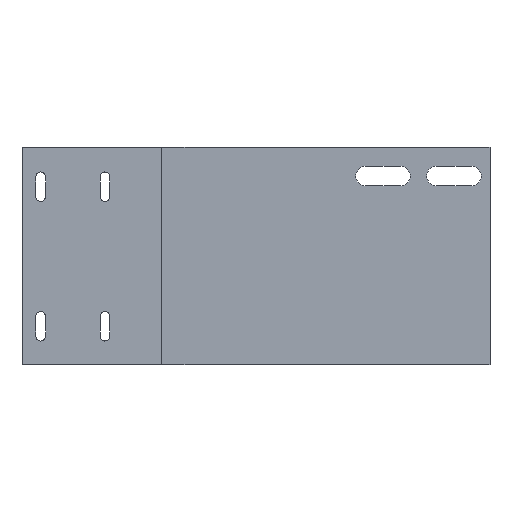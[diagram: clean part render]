
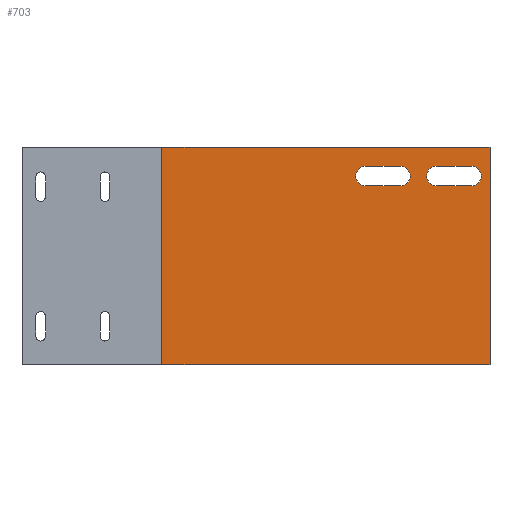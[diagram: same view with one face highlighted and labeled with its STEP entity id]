
A CAD part, left-side view. The second image highlights one B-rep face of the part: STEP entity #703.
In plain terms, the highlighted planar face has unit normal (-1, 0, 0).
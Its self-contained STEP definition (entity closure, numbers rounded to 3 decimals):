
#37=FACE_BOUND('',#126,.T.);
#38=FACE_BOUND('',#127,.T.);
#43=CIRCLE('',#743,3.5);
#44=CIRCLE('',#746,3.5);
#61=CIRCLE('',#774,3.5);
#62=CIRCLE('',#775,3.5);
#81=FACE_OUTER_BOUND('',#125,.T.);
#125=EDGE_LOOP('',(#583,#584,#585,#586,#587,#588));
#126=EDGE_LOOP('',(#589,#590,#591,#592));
#127=EDGE_LOOP('',(#593,#594,#595,#596));
#144=LINE('',#991,#220);
#148=LINE('',#999,#224);
#149=LINE('',#1001,#225);
#166=LINE('',#1043,#242);
#170=LINE('',#1053,#246);
#206=LINE('',#1155,#282);
#207=LINE('',#1157,#283);
#208=LINE('',#1158,#284);
#209=LINE('',#1160,#285);
#210=LINE('',#1163,#286);
#220=VECTOR('',#796,10.);
#224=VECTOR('',#802,10.);
#225=VECTOR('',#803,10.);
#242=VECTOR('',#834,10.);
#246=VECTOR('',#844,10.);
#282=VECTOR('',#938,10.);
#283=VECTOR('',#939,10.);
#284=VECTOR('',#940,10.);
#285=VECTOR('',#941,10.);
#286=VECTOR('',#944,10.);
#295=VERTEX_POINT('',#987);
#297=VERTEX_POINT('',#990);
#300=VERTEX_POINT('',#998);
#301=VERTEX_POINT('',#1000);
#318=VERTEX_POINT('',#1040);
#319=VERTEX_POINT('',#1042);
#320=VERTEX_POINT('',#1046);
#321=VERTEX_POINT('',#1050);
#322=VERTEX_POINT('',#1052);
#323=VERTEX_POINT('',#1056);
#359=VERTEX_POINT('',#1154);
#360=VERTEX_POINT('',#1156);
#361=VERTEX_POINT('',#1159);
#362=VERTEX_POINT('',#1162);
#364=EDGE_CURVE('',#297,#295,#144,.T.);
#368=EDGE_CURVE('',#300,#297,#148,.T.);
#369=EDGE_CURVE('',#301,#300,#149,.T.);
#390=EDGE_CURVE('',#319,#318,#166,.T.);
#393=EDGE_CURVE('',#318,#320,#43,.T.);
#395=EDGE_CURVE('',#322,#321,#170,.T.);
#398=EDGE_CURVE('',#321,#323,#44,.T.);
#448=EDGE_CURVE('',#295,#359,#206,.T.);
#449=EDGE_CURVE('',#359,#360,#207,.T.);
#450=EDGE_CURVE('',#360,#301,#208,.T.);
#451=EDGE_CURVE('',#320,#361,#209,.T.);
#452=EDGE_CURVE('',#361,#319,#61,.T.);
#453=EDGE_CURVE('',#323,#362,#210,.T.);
#454=EDGE_CURVE('',#362,#322,#62,.T.);
#583=ORIENTED_EDGE('',*,*,#364,.T.);
#584=ORIENTED_EDGE('',*,*,#448,.T.);
#585=ORIENTED_EDGE('',*,*,#449,.T.);
#586=ORIENTED_EDGE('',*,*,#450,.T.);
#587=ORIENTED_EDGE('',*,*,#369,.T.);
#588=ORIENTED_EDGE('',*,*,#368,.T.);
#589=ORIENTED_EDGE('',*,*,#390,.T.);
#590=ORIENTED_EDGE('',*,*,#393,.T.);
#591=ORIENTED_EDGE('',*,*,#451,.T.);
#592=ORIENTED_EDGE('',*,*,#452,.T.);
#593=ORIENTED_EDGE('',*,*,#395,.T.);
#594=ORIENTED_EDGE('',*,*,#398,.T.);
#595=ORIENTED_EDGE('',*,*,#453,.T.);
#596=ORIENTED_EDGE('',*,*,#454,.T.);
#675=PLANE('',#773);
#703=ADVANCED_FACE('',(#81,#37,#38),#675,.F.);
#743=AXIS2_PLACEMENT_3D('',#1048,#839,#840);
#746=AXIS2_PLACEMENT_3D('',#1058,#849,#850);
#773=AXIS2_PLACEMENT_3D('',#1153,#936,#937);
#774=AXIS2_PLACEMENT_3D('',#1161,#942,#943);
#775=AXIS2_PLACEMENT_3D('',#1164,#945,#946);
#796=DIRECTION('',(0.,0.,-1.));
#802=DIRECTION('',(0.,1.,0.));
#803=DIRECTION('',(0.,1.,0.));
#834=DIRECTION('',(0.,-1.,0.));
#839=DIRECTION('center_axis',(1.,0.,0.));
#840=DIRECTION('ref_axis',(0.,-1.,0.));
#844=DIRECTION('',(0.,-1.,0.));
#849=DIRECTION('center_axis',(1.,0.,0.));
#850=DIRECTION('ref_axis',(0.,0.,-1.));
#936=DIRECTION('center_axis',(1.,0.,0.));
#937=DIRECTION('ref_axis',(0.,1.,0.));
#938=DIRECTION('',(0.,-1.,0.));
#939=DIRECTION('',(0.,-1.,0.));
#940=DIRECTION('',(0.,0.,1.));
#941=DIRECTION('',(0.,1.,0.));
#942=DIRECTION('center_axis',(1.,0.,0.));
#943=DIRECTION('ref_axis',(0.,-1.,0.));
#944=DIRECTION('',(0.,1.,0.));
#945=DIRECTION('center_axis',(1.,0.,0.));
#946=DIRECTION('ref_axis',(0.,0.,-1.));
#987=CARTESIAN_POINT('',(87.6,167.492,-93.));
#990=CARTESIAN_POINT('',(87.6,167.492,-15.));
#991=CARTESIAN_POINT('',(87.6,167.492,-73.5));
#998=CARTESIAN_POINT('',(87.6,141.75,-15.));
#999=CARTESIAN_POINT('',(87.6,144.85,-15.));
#1000=CARTESIAN_POINT('',(87.6,50.,-15.));
#1001=CARTESIAN_POINT('',(87.6,75.,-15.));
#1040=CARTESIAN_POINT('',(87.6,56.65,-21.893));
#1042=CARTESIAN_POINT('',(87.6,69.15,-21.893));
#1043=CARTESIAN_POINT('',(87.6,82.513,-21.893));
#1046=CARTESIAN_POINT('',(87.6,56.65,-28.893));
#1048=CARTESIAN_POINT('Origin',(87.6,56.651,-25.393));
#1050=CARTESIAN_POINT('',(87.6,82.051,-21.893));
#1052=CARTESIAN_POINT('',(87.6,94.55,-21.893));
#1053=CARTESIAN_POINT('',(87.6,95.213,-21.893));
#1056=CARTESIAN_POINT('',(87.6,82.051,-28.893));
#1058=CARTESIAN_POINT('Origin',(87.6,82.051,-25.393));
#1153=CARTESIAN_POINT('Origin',(87.6,108.375,-54.));
#1154=CARTESIAN_POINT('',(87.6,141.75,-93.));
#1155=CARTESIAN_POINT('',(87.6,144.85,-93.));
#1156=CARTESIAN_POINT('',(87.6,50.,-93.));
#1157=CARTESIAN_POINT('',(87.6,55.,-93.));
#1158=CARTESIAN_POINT('',(87.6,50.,-93.));
#1159=CARTESIAN_POINT('',(87.6,69.15,-28.893));
#1160=CARTESIAN_POINT('',(87.6,88.763,-28.893));
#1161=CARTESIAN_POINT('Origin',(87.6,69.151,-25.393));
#1162=CARTESIAN_POINT('',(87.6,94.55,-28.893));
#1163=CARTESIAN_POINT('',(87.6,101.463,-28.893));
#1164=CARTESIAN_POINT('Origin',(87.6,94.551,-25.393));
